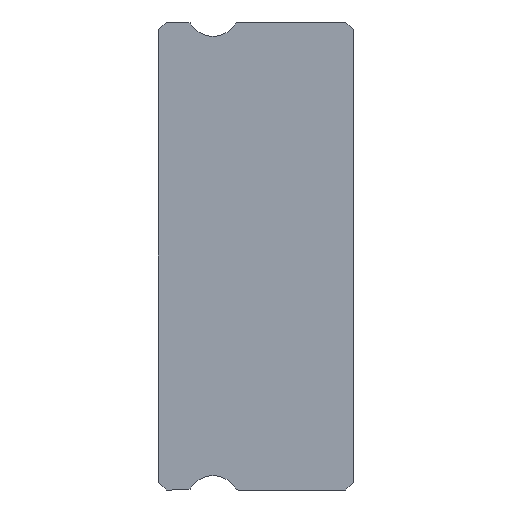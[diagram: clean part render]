
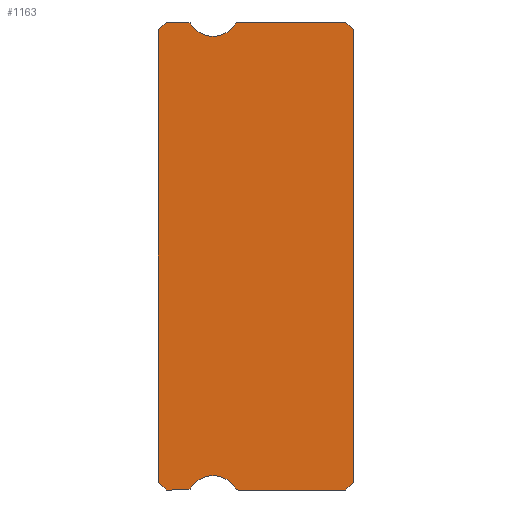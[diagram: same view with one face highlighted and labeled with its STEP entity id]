
A CAD part, left-side view. The second image highlights one B-rep face of the part: STEP entity #1163.
In plain terms, the highlighted planar face has unit normal (-1, 0, 0).
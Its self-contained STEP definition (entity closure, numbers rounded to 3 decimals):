
#13 = CARTESIAN_POINT ( 'NONE',  ( -5., 6.253, -8.928 ) ) ;
#14 = DIRECTION ( 'NONE',  ( 0., 0.707, -0.707 ) ) ;
#24 = CARTESIAN_POINT ( 'NONE',  ( -5., 6.381, 8.85 ) ) ;
#45 = EDGE_CURVE ( 'NONE', #1899, #508, #651, .T. ) ;
#69 = EDGE_CURVE ( 'NONE', #1043, #1176, #1870, .T. ) ;
#86 = EDGE_CURVE ( 'NONE', #1176, #1135, #1205, .T. ) ;
#88 = DIRECTION ( 'NONE',  ( 0., -1., 0. ) ) ;
#109 = CARTESIAN_POINT ( 'NONE',  ( -5., 6.381, -9. ) ) ;
#111 = EDGE_CURVE ( 'NONE', #508, #1876, #562, .T. ) ;
#116 = DIRECTION ( 'NONE',  ( -1., 0., 0. ) ) ;
#133 = CARTESIAN_POINT ( 'NONE',  ( -5., 7.5, 8.7 ) ) ;
#139 = VECTOR ( 'NONE', #227, 1000. ) ;
#165 = EDGE_CURVE ( 'NONE', #789, #1876, #482, .T. ) ;
#178 = VERTEX_POINT ( 'NONE', #133 ) ;
#227 = DIRECTION ( 'NONE',  ( 0., 0.707, -0.707 ) ) ;
#232 = CARTESIAN_POINT ( 'NONE',  ( -5., 6.381, 8.85 ) ) ;
#239 = EDGE_LOOP ( 'NONE', ( #2636, #2586, #2192, #1953, #1558, #2936, #2667, #1905, #522, #2488, #2579, #472, #884, #1436, #1276, #666, #955 ) ) ;
#265 = EDGE_CURVE ( 'NONE', #1043, #314, #956, .T. ) ;
#274 = EDGE_CURVE ( 'NONE', #1195, #1513, #2036, .T. ) ;
#314 = VERTEX_POINT ( 'NONE', #2127 ) ;
#349 = CARTESIAN_POINT ( 'NONE',  ( -5., 6.381, -8.85 ) ) ;
#427 = AXIS2_PLACEMENT_3D ( 'NONE', #232, #1159, #2074 ) ;
#461 = DIRECTION ( 'NONE',  ( 0., 0., -1. ) ) ;
#472 = ORIENTED_EDGE ( 'NONE', *, *, #2912, .F. ) ;
#482 = CIRCLE ( 'NONE', #1489, 0.15 ) ;
#508 = VERTEX_POINT ( 'NONE', #2624 ) ;
#522 = ORIENTED_EDGE ( 'NONE', *, *, #646, .T. ) ;
#562 = LINE ( 'NONE', #109, #2939 ) ;
#618 = CARTESIAN_POINT ( 'NONE',  ( -5., 6.381, 9. ) ) ;
#646 = EDGE_CURVE ( 'NONE', #2646, #1513, #2694, .T. ) ;
#651 = LINE ( 'NONE', #1771, #1724 ) ;
#666 = ORIENTED_EDGE ( 'NONE', *, *, #265, .T. ) ;
#689 = EDGE_CURVE ( 'NONE', #2873, #1195, #2256, .T. ) ;
#707 = CARTESIAN_POINT ( 'NONE',  ( -5., 0.3, 9. ) ) ;
#789 = VERTEX_POINT ( 'NONE', #13 ) ;
#795 = EDGE_CURVE ( 'NONE', #802, #789, #2158, .T. ) ;
#802 = VERTEX_POINT ( 'NONE', #923 ) ;
#829 = CARTESIAN_POINT ( 'NONE',  ( -5., 0.3, -9. ) ) ;
#857 = CARTESIAN_POINT ( 'NONE',  ( -5., 4.419, 8.85 ) ) ;
#863 = DIRECTION ( 'NONE',  ( 0., 0., 1. ) ) ;
#884 = ORIENTED_EDGE ( 'NONE', *, *, #959, .F. ) ;
#923 = CARTESIAN_POINT ( 'NONE',  ( -5., 4.547, -8.928 ) ) ;
#955 = ORIENTED_EDGE ( 'NONE', *, *, #2286, .T. ) ;
#956 = LINE ( 'NONE', #1212, #1968 ) ;
#959 = EDGE_CURVE ( 'NONE', #1135, #1391, #2269, .T. ) ;
#975 = VECTOR ( 'NONE', #1565, 1000. ) ;
#976 = AXIS2_PLACEMENT_3D ( 'NONE', #2179, #116, #1040 ) ;
#1037 = EDGE_CURVE ( 'NONE', #1899, #178, #2933, .T. ) ;
#1040 = DIRECTION ( 'NONE',  ( 0., 0., -1. ) ) ;
#1043 = VERTEX_POINT ( 'NONE', #1788 ) ;
#1108 = DIRECTION ( 'NONE',  ( 0., -0.707, -0.707 ) ) ;
#1135 = VERTEX_POINT ( 'NONE', #2313 ) ;
#1159 = DIRECTION ( 'NONE',  ( 1., 0., 0. ) ) ;
#1163 = ADVANCED_FACE ( 'NONE', ( #1604 ), #1617, .F. ) ;
#1171 = CIRCLE ( 'NONE', #2080, 0.15 ) ;
#1174 = DIRECTION ( 'NONE',  ( 1., 0., 0. ) ) ;
#1176 = VERTEX_POINT ( 'NONE', #2751 ) ;
#1177 = DIRECTION ( 'NONE',  ( 0., 0., -1. ) ) ;
#1181 = EDGE_CURVE ( 'NONE', #2782, #2572, #1386, .T. ) ;
#1193 = CARTESIAN_POINT ( 'NONE',  ( -5., 7.5, 8.7 ) ) ;
#1195 = VERTEX_POINT ( 'NONE', #707 ) ;
#1197 = EDGE_CURVE ( 'NONE', #2572, #802, #1868, .T. ) ;
#1205 = CIRCLE ( 'NONE', #2261, 1. ) ;
#1212 = CARTESIAN_POINT ( 'NONE',  ( -5., 7.2, 9. ) ) ;
#1214 = VECTOR ( 'NONE', #1559, 1000. ) ;
#1218 = EDGE_CURVE ( 'NONE', #2646, #2782, #2800, .T. ) ;
#1276 = ORIENTED_EDGE ( 'NONE', *, *, #69, .F. ) ;
#1284 = DIRECTION ( 'NONE',  ( 0., 0., -1. ) ) ;
#1327 = CARTESIAN_POINT ( 'NONE',  ( -5., 7.5, -8.7 ) ) ;
#1363 = DIRECTION ( 'NONE',  ( 1., 0., 0. ) ) ;
#1386 = LINE ( 'NONE', #2556, #2354 ) ;
#1391 = VERTEX_POINT ( 'NONE', #2202 ) ;
#1436 = ORIENTED_EDGE ( 'NONE', *, *, #86, .F. ) ;
#1489 = AXIS2_PLACEMENT_3D ( 'NONE', #349, #1942, #2198 ) ;
#1509 = CARTESIAN_POINT ( 'NONE',  ( -5., 6.381, -9. ) ) ;
#1513 = VERTEX_POINT ( 'NONE', #1571 ) ;
#1558 = ORIENTED_EDGE ( 'NONE', *, *, #795, .F. ) ;
#1559 = DIRECTION ( 'NONE',  ( 0., 0., 1. ) ) ;
#1565 = DIRECTION ( 'NONE',  ( 0., -1., 0. ) ) ;
#1571 = CARTESIAN_POINT ( 'NONE',  ( -5., 0., 8.7 ) ) ;
#1592 = CARTESIAN_POINT ( 'NONE',  ( -5., 4.419, -9. ) ) ;
#1604 = FACE_OUTER_BOUND ( 'NONE', #239, .T. ) ;
#1608 = CARTESIAN_POINT ( 'NONE',  ( -5., 5.4, -9.45 ) ) ;
#1617 = PLANE ( 'NONE',  #1676 ) ;
#1640 = AXIS2_PLACEMENT_3D ( 'NONE', #1608, #2333, #1177 ) ;
#1676 = AXIS2_PLACEMENT_3D ( 'NONE', #24, #1363, #2981 ) ;
#1724 = VECTOR ( 'NONE', #2485, 1000. ) ;
#1771 = CARTESIAN_POINT ( 'NONE',  ( -5., 7.2, -9. ) ) ;
#1788 = CARTESIAN_POINT ( 'NONE',  ( -5., 6.381, 9. ) ) ;
#1794 = CARTESIAN_POINT ( 'NONE',  ( -5., 0., 8.7 ) ) ;
#1868 = CIRCLE ( 'NONE', #2160, 0.15 ) ;
#1870 = CIRCLE ( 'NONE', #427, 0.15 ) ;
#1876 = VERTEX_POINT ( 'NONE', #1509 ) ;
#1899 = VERTEX_POINT ( 'NONE', #1327 ) ;
#1905 = ORIENTED_EDGE ( 'NONE', *, *, #1218, .F. ) ;
#1942 = DIRECTION ( 'NONE',  ( 1., 0., 0. ) ) ;
#1953 = ORIENTED_EDGE ( 'NONE', *, *, #165, .F. ) ;
#1968 = VECTOR ( 'NONE', #2508, 1000. ) ;
#2036 = LINE ( 'NONE', #2568, #2838 ) ;
#2074 = DIRECTION ( 'NONE',  ( 0., 0., -1. ) ) ;
#2080 = AXIS2_PLACEMENT_3D ( 'NONE', #857, #2203, #1284 ) ;
#2099 = DIRECTION ( 'NONE',  ( 0., 1., 0. ) ) ;
#2127 = CARTESIAN_POINT ( 'NONE',  ( -5., 7.2, 9. ) ) ;
#2158 = CIRCLE ( 'NONE', #1640, 1. ) ;
#2160 = AXIS2_PLACEMENT_3D ( 'NONE', #2536, #1174, #461 ) ;
#2179 = CARTESIAN_POINT ( 'NONE',  ( -5., 5.4, 9.45 ) ) ;
#2192 = ORIENTED_EDGE ( 'NONE', *, *, #111, .T. ) ;
#2198 = DIRECTION ( 'NONE',  ( 0., 0., -1. ) ) ;
#2202 = CARTESIAN_POINT ( 'NONE',  ( -5., 4.547, 8.928 ) ) ;
#2203 = DIRECTION ( 'NONE',  ( 1., 0., 0. ) ) ;
#2213 = VECTOR ( 'NONE', #863, 1000. ) ;
#2256 = LINE ( 'NONE', #618, #975 ) ;
#2261 = AXIS2_PLACEMENT_3D ( 'NONE', #2914, #2431, #2852 ) ;
#2269 = CIRCLE ( 'NONE', #976, 1. ) ;
#2286 = EDGE_CURVE ( 'NONE', #314, #178, #2807, .T. ) ;
#2297 = CARTESIAN_POINT ( 'NONE',  ( -5., 0., -8.7 ) ) ;
#2313 = CARTESIAN_POINT ( 'NONE',  ( -5., 5.4, 8.45 ) ) ;
#2333 = DIRECTION ( 'NONE',  ( -1., 0., 0. ) ) ;
#2354 = VECTOR ( 'NONE', #2099, 1000. ) ;
#2431 = DIRECTION ( 'NONE',  ( -1., 0., 0. ) ) ;
#2439 = CARTESIAN_POINT ( 'NONE',  ( -5., 7.5, 8.85 ) ) ;
#2485 = DIRECTION ( 'NONE',  ( 0., -0.707, -0.707 ) ) ;
#2488 = ORIENTED_EDGE ( 'NONE', *, *, #274, .F. ) ;
#2508 = DIRECTION ( 'NONE',  ( 0., 1., 0. ) ) ;
#2536 = CARTESIAN_POINT ( 'NONE',  ( -5., 4.419, -8.85 ) ) ;
#2556 = CARTESIAN_POINT ( 'NONE',  ( -5., 6.381, -9. ) ) ;
#2568 = CARTESIAN_POINT ( 'NONE',  ( -5., 0.3, 9. ) ) ;
#2572 = VERTEX_POINT ( 'NONE', #1592 ) ;
#2579 = ORIENTED_EDGE ( 'NONE', *, *, #689, .F. ) ;
#2586 = ORIENTED_EDGE ( 'NONE', *, *, #45, .T. ) ;
#2618 = CARTESIAN_POINT ( 'NONE',  ( -5., 4.419, 9. ) ) ;
#2624 = CARTESIAN_POINT ( 'NONE',  ( -5., 7.2, -9. ) ) ;
#2636 = ORIENTED_EDGE ( 'NONE', *, *, #1037, .F. ) ;
#2646 = VERTEX_POINT ( 'NONE', #2982 ) ;
#2667 = ORIENTED_EDGE ( 'NONE', *, *, #1181, .F. ) ;
#2694 = LINE ( 'NONE', #1794, #2213 ) ;
#2751 = CARTESIAN_POINT ( 'NONE',  ( -5., 6.253, 8.928 ) ) ;
#2782 = VERTEX_POINT ( 'NONE', #829 ) ;
#2800 = LINE ( 'NONE', #2297, #139 ) ;
#2803 = VECTOR ( 'NONE', #14, 1000. ) ;
#2807 = LINE ( 'NONE', #1193, #2803 ) ;
#2838 = VECTOR ( 'NONE', #1108, 1000. ) ;
#2852 = DIRECTION ( 'NONE',  ( 0., 0., -1. ) ) ;
#2873 = VERTEX_POINT ( 'NONE', #2618 ) ;
#2912 = EDGE_CURVE ( 'NONE', #1391, #2873, #1171, .T. ) ;
#2914 = CARTESIAN_POINT ( 'NONE',  ( -5., 5.4, 9.45 ) ) ;
#2933 = LINE ( 'NONE', #2439, #1214 ) ;
#2936 = ORIENTED_EDGE ( 'NONE', *, *, #1197, .F. ) ;
#2939 = VECTOR ( 'NONE', #88, 1000. ) ;
#2981 = DIRECTION ( 'NONE',  ( 0., 0., -1. ) ) ;
#2982 = CARTESIAN_POINT ( 'NONE',  ( -5., 0., -8.7 ) ) ;
